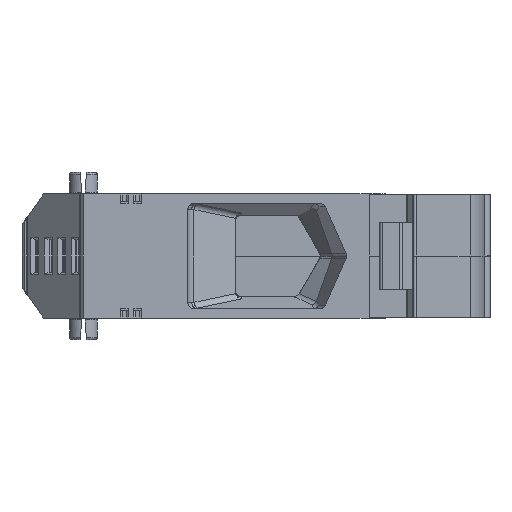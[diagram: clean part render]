
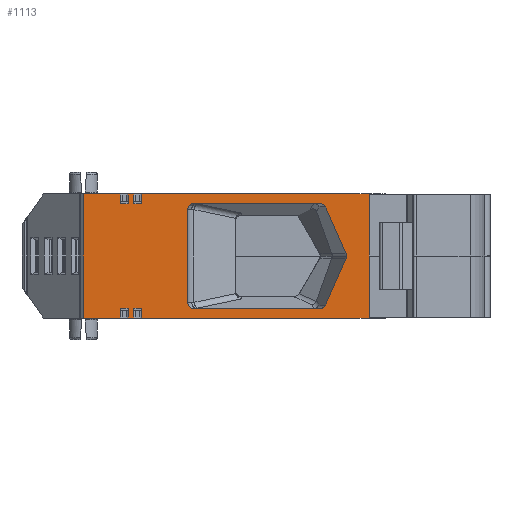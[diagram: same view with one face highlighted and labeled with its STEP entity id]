
A CAD part, left-side view. The second image highlights one B-rep face of the part: STEP entity #1113.
In plain terms, the highlighted planar face has unit normal (-1, 0, 0).
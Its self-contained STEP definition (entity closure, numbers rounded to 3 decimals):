
#78=FACE_BOUND('',#2527,.T.);
#79=FACE_BOUND('',#2528,.T.);
#427=ELLIPSE('',#10493,1.064,1.);
#435=ELLIPSE('',#10513,2.128,2.);
#463=ELLIPSE('',#10806,1.064,1.);
#464=ELLIPSE('',#10807,2.128,2.);
#623=CIRCLE('',#10526,1.);
#687=CIRCLE('',#10805,1.);
#1113=ADVANCED_FACE('',(#78,#79),#1528,.T.);
#1528=PLANE('',#10808);
#2527=EDGE_LOOP('',(#4629,#4630,#4631,#4632,#4633,#4634,#4635,#4636,#4637,
#4638,#4639,#4640,#4641,#4642,#4643,#4644,#4645,#4646,#4647,#4648));
#2528=EDGE_LOOP('',(#4649,#4650,#4651,#4652,#4653,#4654,#4655,#4656,#4657,
#4658,#4659));
#4629=ORIENTED_EDGE('',*,*,#7737,.F.);
#4630=ORIENTED_EDGE('',*,*,#7721,.F.);
#4631=ORIENTED_EDGE('',*,*,#7024,.F.);
#4632=ORIENTED_EDGE('',*,*,#7360,.F.);
#4633=ORIENTED_EDGE('',*,*,#7358,.F.);
#4634=ORIENTED_EDGE('',*,*,#7355,.F.);
#4635=ORIENTED_EDGE('',*,*,#7018,.F.);
#4636=ORIENTED_EDGE('',*,*,#7370,.F.);
#4637=ORIENTED_EDGE('',*,*,#7365,.F.);
#4638=ORIENTED_EDGE('',*,*,#7367,.F.);
#4639=ORIENTED_EDGE('',*,*,#7012,.F.);
#4640=ORIENTED_EDGE('',*,*,#7450,.T.);
#4641=ORIENTED_EDGE('',*,*,#7738,.F.);
#4642=ORIENTED_EDGE('',*,*,#7739,.F.);
#4643=ORIENTED_EDGE('',*,*,#7740,.F.);
#4644=ORIENTED_EDGE('',*,*,#7741,.F.);
#4645=ORIENTED_EDGE('',*,*,#7742,.F.);
#4646=ORIENTED_EDGE('',*,*,#7743,.F.);
#4647=ORIENTED_EDGE('',*,*,#7744,.F.);
#4648=ORIENTED_EDGE('',*,*,#7745,.F.);
#4649=ORIENTED_EDGE('',*,*,#7702,.T.);
#4650=ORIENTED_EDGE('',*,*,#7746,.T.);
#4651=ORIENTED_EDGE('',*,*,#7747,.F.);
#4652=ORIENTED_EDGE('',*,*,#7748,.T.);
#4653=ORIENTED_EDGE('',*,*,#7749,.F.);
#4654=ORIENTED_EDGE('',*,*,#7750,.T.);
#4655=ORIENTED_EDGE('',*,*,#7280,.T.);
#4656=ORIENTED_EDGE('',*,*,#7252,.F.);
#4657=ORIENTED_EDGE('',*,*,#7265,.T.);
#4658=ORIENTED_EDGE('',*,*,#7088,.T.);
#4659=ORIENTED_EDGE('',*,*,#7296,.T.);
#5938=VERTEX_POINT('',#14716);
#5939=VERTEX_POINT('',#14718);
#5944=VERTEX_POINT('',#14728);
#5945=VERTEX_POINT('',#14730);
#5950=VERTEX_POINT('',#14740);
#5951=VERTEX_POINT('',#14742);
#6003=VERTEX_POINT('',#14893);
#6004=VERTEX_POINT('',#14895);
#6152=VERTEX_POINT('',#15243);
#6153=VERTEX_POINT('',#15244);
#6166=VERTEX_POINT('',#15302);
#6175=VERTEX_POINT('',#15370);
#6202=VERTEX_POINT('',#15608);
#6203=VERTEX_POINT('',#15613);
#6204=VERTEX_POINT('',#15625);
#6205=VERTEX_POINT('',#15627);
#6250=VERTEX_POINT('',#15801);
#6387=VERTEX_POINT('',#16297);
#6399=VERTEX_POINT('',#16343);
#6412=VERTEX_POINT('',#16374);
#6413=VERTEX_POINT('',#16376);
#6414=VERTEX_POINT('',#16378);
#6415=VERTEX_POINT('',#16380);
#6416=VERTEX_POINT('',#16382);
#6417=VERTEX_POINT('',#16384);
#6418=VERTEX_POINT('',#16386);
#6419=VERTEX_POINT('',#16388);
#6420=VERTEX_POINT('',#16391);
#6421=VERTEX_POINT('',#16393);
#6422=VERTEX_POINT('',#16395);
#6423=VERTEX_POINT('',#16397);
#7012=EDGE_CURVE('',#5938,#5939,#8400,.T.);
#7018=EDGE_CURVE('',#5944,#5945,#8404,.T.);
#7024=EDGE_CURVE('',#5950,#5951,#8408,.T.);
#7088=EDGE_CURVE('',#6004,#6003,#8437,.T.);
#7252=EDGE_CURVE('',#6152,#6153,#8576,.T.);
#7265=EDGE_CURVE('',#6152,#6004,#427,.T.);
#7280=EDGE_CURVE('',#6166,#6153,#435,.T.);
#7296=EDGE_CURVE('',#6003,#6175,#623,.T.);
#7355=EDGE_CURVE('',#5945,#6202,#8604,.T.);
#7358=EDGE_CURVE('',#6202,#6203,#8607,.T.);
#7360=EDGE_CURVE('',#6203,#5950,#8609,.T.);
#7365=EDGE_CURVE('',#6204,#6205,#8614,.T.);
#7367=EDGE_CURVE('',#5939,#6204,#8616,.T.);
#7370=EDGE_CURVE('',#6205,#5944,#8619,.T.);
#7450=EDGE_CURVE('',#5938,#6250,#8668,.T.);
#7702=EDGE_CURVE('',#6175,#6387,#8898,.T.);
#7721=EDGE_CURVE('',#5951,#6399,#8911,.T.);
#7737=EDGE_CURVE('',#6399,#6412,#8924,.T.);
#7738=EDGE_CURVE('',#6413,#6250,#8925,.T.);
#7739=EDGE_CURVE('',#6414,#6413,#8926,.T.);
#7740=EDGE_CURVE('',#6415,#6414,#8927,.T.);
#7741=EDGE_CURVE('',#6416,#6415,#8928,.T.);
#7742=EDGE_CURVE('',#6417,#6416,#8929,.T.);
#7743=EDGE_CURVE('',#6418,#6417,#8930,.T.);
#7744=EDGE_CURVE('',#6419,#6418,#8931,.T.);
#7745=EDGE_CURVE('',#6412,#6419,#8932,.T.);
#7746=EDGE_CURVE('',#6387,#6420,#687,.T.);
#7747=EDGE_CURVE('',#6421,#6420,#8933,.T.);
#7748=EDGE_CURVE('',#6421,#6422,#463,.T.);
#7749=EDGE_CURVE('',#6423,#6422,#8934,.T.);
#7750=EDGE_CURVE('',#6423,#6166,#464,.T.);
#8400=LINE('',#14717,#9430);
#8404=LINE('',#14729,#9434);
#8408=LINE('',#14741,#9438);
#8437=LINE('',#14894,#9467);
#8576=LINE('',#15242,#9606);
#8604=LINE('',#15607,#9634);
#8607=LINE('',#15612,#9637);
#8609=LINE('',#15616,#9639);
#8614=LINE('',#15626,#9644);
#8616=LINE('',#15630,#9646);
#8619=LINE('',#15635,#9649);
#8668=LINE('',#15802,#9698);
#8898=LINE('',#16298,#9928);
#8911=LINE('',#16342,#9941);
#8924=LINE('',#16373,#9954);
#8925=LINE('',#16375,#9955);
#8926=LINE('',#16377,#9956);
#8927=LINE('',#16379,#9957);
#8928=LINE('',#16381,#9958);
#8929=LINE('',#16383,#9959);
#8930=LINE('',#16385,#9960);
#8931=LINE('',#16387,#9961);
#8932=LINE('',#16389,#9962);
#8933=LINE('',#16392,#9963);
#8934=LINE('',#16396,#9964);
#9430=VECTOR('',#11733,1.);
#9434=VECTOR('',#11741,1.);
#9438=VECTOR('',#11749,1.);
#9467=VECTOR('',#11856,1.);
#9606=VECTOR('',#12093,1.);
#9634=VECTOR('',#12323,1.);
#9637=VECTOR('',#12328,1.);
#9639=VECTOR('',#12332,1.);
#9644=VECTOR('',#12345,1.);
#9646=VECTOR('',#12349,1.);
#9649=VECTOR('',#12354,1.);
#9698=VECTOR('',#12527,1.);
#9928=VECTOR('',#13015,1.);
#9941=VECTOR('',#13052,1.);
#9954=VECTOR('',#13075,1.);
#9955=VECTOR('',#13076,1.);
#9956=VECTOR('',#13077,1.);
#9957=VECTOR('',#13078,1.);
#9958=VECTOR('',#13079,1.);
#9959=VECTOR('',#13080,1.);
#9960=VECTOR('',#13081,1.);
#9961=VECTOR('',#13082,1.);
#9962=VECTOR('',#13083,1.);
#9963=VECTOR('',#13086,1.);
#9964=VECTOR('',#13089,1.);
#10493=AXIS2_PLACEMENT_3D('',#15267,#12114,#12115);
#10513=AXIS2_PLACEMENT_3D('',#15301,#12157,#12158);
#10526=AXIS2_PLACEMENT_3D('',#15371,#12188,#12189);
#10805=AXIS2_PLACEMENT_3D('',#16390,#13084,#13085);
#10806=AXIS2_PLACEMENT_3D('',#16394,#13087,#13088);
#10807=AXIS2_PLACEMENT_3D('',#16398,#13090,#13091);
#10808=AXIS2_PLACEMENT_3D('',#16399,#13092,#13093);
#11733=DIRECTION('',(0.,1.,0.));
#11741=DIRECTION('',(0.,1.,0.));
#11749=DIRECTION('',(0.,1.,0.));
#11856=DIRECTION('',(0.,1.,0.));
#12093=DIRECTION('',(0.,-0.399,0.917));
#12114=DIRECTION('',(1.,0.,0.));
#12115=DIRECTION('',(0.,1.,0.));
#12157=DIRECTION('',(1.,0.,0.));
#12158=DIRECTION('',(0.,-1.,0.));
#12188=DIRECTION('',(1.,0.,0.));
#12189=DIRECTION('',(0.,0.,1.));
#12323=DIRECTION('',(0.,0.,1.));
#12328=DIRECTION('',(0.,1.,0.));
#12332=DIRECTION('',(0.,0.,-1.));
#12345=DIRECTION('',(0.,1.,0.));
#12349=DIRECTION('',(0.,0.,1.));
#12354=DIRECTION('',(0.,0.,-1.));
#12527=DIRECTION('',(0.,0.,1.));
#13015=DIRECTION('',(0.,0.,1.));
#13052=DIRECTION('',(0.,0.,1.));
#13075=DIRECTION('',(0.,-1.,0.));
#13076=DIRECTION('',(0.,-1.,0.));
#13077=DIRECTION('',(0.,0.,1.));
#13078=DIRECTION('',(0.,-1.,0.));
#13079=DIRECTION('',(0.,0.,-1.));
#13080=DIRECTION('',(0.,-1.,0.));
#13081=DIRECTION('',(0.,0.,1.));
#13082=DIRECTION('',(0.,-1.,0.));
#13083=DIRECTION('',(0.,0.,-1.));
#13084=DIRECTION('',(1.,0.,0.));
#13085=DIRECTION('',(0.,0.,1.));
#13086=DIRECTION('',(0.,1.,0.));
#13087=DIRECTION('',(1.,0.,0.));
#13088=DIRECTION('',(0.,1.,0.));
#13089=DIRECTION('',(0.,0.399,0.917));
#13090=DIRECTION('',(1.,0.,0.));
#13091=DIRECTION('',(0.,1.,0.));
#13092=DIRECTION('',(-1.,0.,0.));
#13093=DIRECTION('',(0.,0.,-1.));
#14716=CARTESIAN_POINT('',(-35.25,12.7,-0.1));
#14717=CARTESIAN_POINT('',(-35.25,42.2,-0.1));
#14718=CARTESIAN_POINT('',(-35.25,49.7,-0.1));
#14728=CARTESIAN_POINT('',(-35.25,51.,-0.1));
#14729=CARTESIAN_POINT('',(-35.25,42.2,-0.1));
#14730=CARTESIAN_POINT('',(-35.25,51.9,-0.1));
#14740=CARTESIAN_POINT('',(-35.25,53.2,-0.1));
#14741=CARTESIAN_POINT('',(-35.25,42.2,-0.1));
#14742=CARTESIAN_POINT('',(-35.25,59.2,-0.1));
#14893=CARTESIAN_POINT('',(-35.25,41.2,1.4));
#14894=CARTESIAN_POINT('',(-35.25,12.7,1.4));
#14895=CARTESIAN_POINT('',(-35.25,20.743,1.4));
#15242=CARTESIAN_POINT('',(-35.25,20.416,0.512));
#15243=CARTESIAN_POINT('',(-35.25,19.758,2.021));
#15244=CARTESIAN_POINT('',(-35.25,16.442,9.636));
#15267=CARTESIAN_POINT('',(-35.25,20.743,2.4));
#15301=CARTESIAN_POINT('',(-35.25,18.412,10.393));
#15302=CARTESIAN_POINT('',(-35.25,16.325,10.));
#15370=CARTESIAN_POINT('',(-35.25,42.2,2.4));
#15371=CARTESIAN_POINT('',(-35.25,41.2,2.4));
#15607=CARTESIAN_POINT('',(-35.25,51.9,10.));
#15608=CARTESIAN_POINT('',(-35.25,51.9,1.5));
#15612=CARTESIAN_POINT('',(-35.25,42.2,1.5));
#15613=CARTESIAN_POINT('',(-35.25,53.2,1.5));
#15616=CARTESIAN_POINT('',(-35.25,53.2,10.));
#15625=CARTESIAN_POINT('',(-35.25,49.7,1.5));
#15626=CARTESIAN_POINT('',(-35.25,42.2,1.5));
#15627=CARTESIAN_POINT('',(-35.25,51.,1.5));
#15630=CARTESIAN_POINT('',(-35.25,49.7,10.));
#15635=CARTESIAN_POINT('',(-35.25,51.,10.));
#15801=CARTESIAN_POINT('',(-35.25,12.7,20.1));
#15802=CARTESIAN_POINT('',(-35.25,12.7,18.6));
#16297=CARTESIAN_POINT('',(-35.25,42.2,17.6));
#16298=CARTESIAN_POINT('',(-35.25,42.2,10.));
#16342=CARTESIAN_POINT('',(-35.25,59.2,10.));
#16343=CARTESIAN_POINT('',(-35.25,59.2,20.1));
#16373=CARTESIAN_POINT('',(-35.25,59.2,20.1));
#16374=CARTESIAN_POINT('',(-35.25,53.2,20.1));
#16375=CARTESIAN_POINT('',(-35.25,59.2,20.1));
#16376=CARTESIAN_POINT('',(-35.25,49.7,20.1));
#16377=CARTESIAN_POINT('',(-35.25,49.7,10.));
#16378=CARTESIAN_POINT('',(-35.25,49.7,18.5));
#16379=CARTESIAN_POINT('',(-35.25,59.2,18.5));
#16380=CARTESIAN_POINT('',(-35.25,51.,18.5));
#16381=CARTESIAN_POINT('',(-35.25,51.,10.));
#16382=CARTESIAN_POINT('',(-35.25,51.,20.1));
#16383=CARTESIAN_POINT('',(-35.25,59.2,20.1));
#16384=CARTESIAN_POINT('',(-35.25,51.9,20.1));
#16385=CARTESIAN_POINT('',(-35.25,51.9,10.));
#16386=CARTESIAN_POINT('',(-35.25,51.9,18.5));
#16387=CARTESIAN_POINT('',(-35.25,59.2,18.5));
#16388=CARTESIAN_POINT('',(-35.25,53.2,18.5));
#16389=CARTESIAN_POINT('',(-35.25,53.2,10.));
#16390=CARTESIAN_POINT('',(-35.25,41.2,17.6));
#16391=CARTESIAN_POINT('',(-35.25,41.2,18.6));
#16392=CARTESIAN_POINT('',(-35.25,12.7,18.6));
#16393=CARTESIAN_POINT('',(-35.25,20.743,18.6));
#16394=CARTESIAN_POINT('',(-35.25,20.743,17.6));
#16395=CARTESIAN_POINT('',(-35.25,19.758,17.979));
#16396=CARTESIAN_POINT('',(-35.25,23.126,25.711));
#16397=CARTESIAN_POINT('',(-35.25,16.442,10.364));
#16398=CARTESIAN_POINT('',(-35.25,18.412,9.607));
#16399=CARTESIAN_POINT('',(-35.25,59.2,10.));
